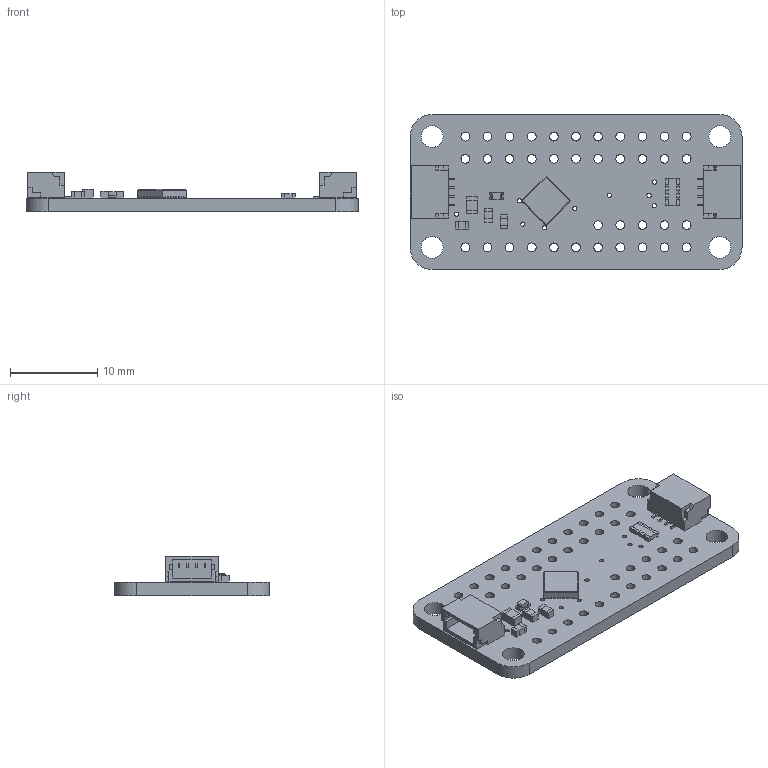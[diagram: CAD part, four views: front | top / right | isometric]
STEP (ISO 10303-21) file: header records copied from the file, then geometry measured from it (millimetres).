
FILE_DESCRIPTION(/* description */ (''),/* implementation_level */ '2;1');
FILE_NAME(/* name */ 'AW9523-RevB.step',/* time_stamp */ '2021-02-05T10:14:16-05:00',/* author */ (''),/* organization */ (''),/* preprocessor_version */ 'ST-DEVELOPER v18.1',/* originating_system */ 'Autodesk Translation Framework v9.7.0.1280',/* authorisation */ '');
FILE_SCHEMA (('AUTOMOTIVE_DESIGN { 1 0 10303 214 3 1 1 }'));
Length unit declared in the file: millimetre
Products named in the file (9): AW9523 rev B; PCB Component; Board; 10uF; 10K; 10K_1; STEMMA_I2C_QT; GREEN; AW9523
Assembly tree (11 placements, depth 3):
  AW9523 rev B
    PCB Component
      Board
      10uF
      10K  x3
      10K_1
      STEMMA_I2C_QT  x2
      GREEN
      AW9523
Bounding box: 38.1 x 17.78 x 4.53 mm (x, y, z)
Volume: 1085.8 mm3; surface area: 2116.7 mm2
Topology: 26 solids, 26 shells, 674 faces, 1804 edges, 1192 vertices
Faces by surface type: plane 583, cylinder 87, bspline 4
Full cylindrical faces by diameter (mm): 0.483 x13, 1 x38, 2.5 x4
Entity records: 18203 total; most frequent: CARTESIAN_POINT 3115, ORIENTED_EDGE 2976, DIRECTION 2816, EDGE_CURVE 1488, LINE 1306, VECTOR 1306, VERTEX_POINT 982, AXIS2_PLACEMENT_3D 755
